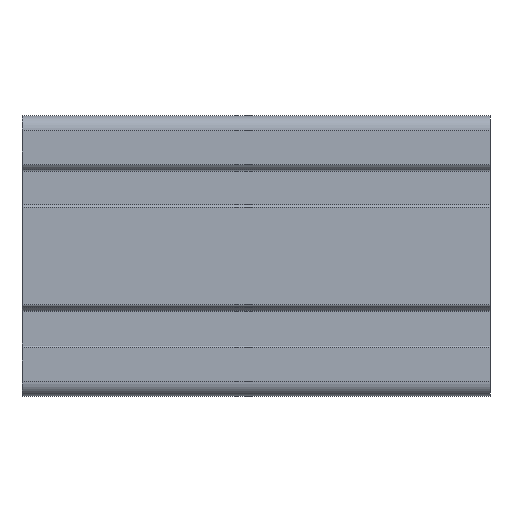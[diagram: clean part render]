
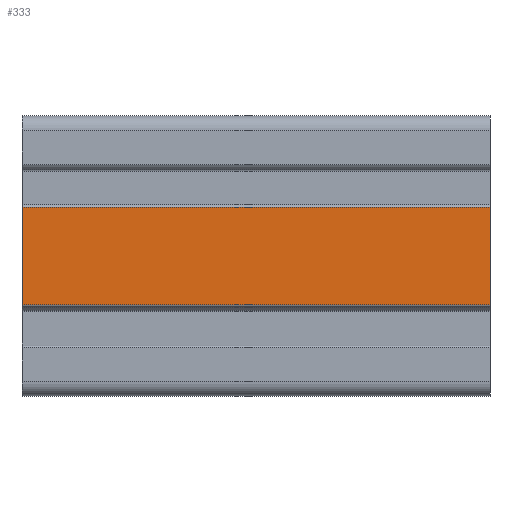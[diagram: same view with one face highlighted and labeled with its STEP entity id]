
A CAD part, left-side view. The second image highlights one B-rep face of the part: STEP entity #333.
In plain terms, the highlighted planar face has unit normal (-1, 0, 0).
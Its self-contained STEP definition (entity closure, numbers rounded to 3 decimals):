
#333 = ADVANCED_FACE( '', ( #677 ), #678, .T. );
#677 = FACE_OUTER_BOUND( '', #1020, .T. );
#678 = PLANE( '', #1021 );
#1020 = EDGE_LOOP( '', ( #2048, #2049, #2050, #2051 ) );
#1021 = AXIS2_PLACEMENT_3D( '', #2052, #2053, #2054 );
#2048 = ORIENTED_EDGE( '', *, *, #2512, .F. );
#2049 = ORIENTED_EDGE( '', *, *, #2314, .F. );
#2050 = ORIENTED_EDGE( '', *, *, #2263, .T. );
#2051 = ORIENTED_EDGE( '', *, *, #2458, .T. );
#2052 = CARTESIAN_POINT( '', ( -15., 100., 10.4 ) );
#2053 = DIRECTION( '', ( -1., 0., 0. ) );
#2054 = DIRECTION( '', ( 0., 0., 1. ) );
#2263 = EDGE_CURVE( '', #2811, #2809, #2812, .T. );
#2314 = EDGE_CURVE( '', #2811, #2888, #2891, .T. );
#2458 = EDGE_CURVE( '', #2809, #3086, #3088, .T. );
#2512 = EDGE_CURVE( '', #2888, #3086, #3152, .T. );
#2809 = VERTEX_POINT( '', #3521 );
#2811 = VERTEX_POINT( '', #3523 );
#2812 = LINE( '', #3524, #3525 );
#2888 = VERTEX_POINT( '', #3628 );
#2891 = LINE( '', #3632, #3633 );
#3086 = VERTEX_POINT( '', #3904 );
#3088 = LINE( '', #3906, #3907 );
#3152 = LINE( '', #3992, #3993 );
#3521 = CARTESIAN_POINT( '', ( -15., 100., -10.4 ) );
#3523 = CARTESIAN_POINT( '', ( -15., 100., 10.4 ) );
#3524 = CARTESIAN_POINT( '', ( -15., 100., 10.4 ) );
#3525 = VECTOR( '', #4284, 1000. );
#3628 = CARTESIAN_POINT( '', ( -15., 0., 10.4 ) );
#3632 = CARTESIAN_POINT( '', ( -15., 100., 10.4 ) );
#3633 = VECTOR( '', #4349, 1000. );
#3904 = CARTESIAN_POINT( '', ( -15., 0., -10.4 ) );
#3906 = CARTESIAN_POINT( '', ( -15., 100., -10.4 ) );
#3907 = VECTOR( '', #4489, 1000. );
#3992 = CARTESIAN_POINT( '', ( -15., 0., 10.4 ) );
#3993 = VECTOR( '', #4544, 1000. );
#4284 = DIRECTION( '', ( 0., 0., -1. ) );
#4349 = DIRECTION( '', ( 0., -1., 0. ) );
#4489 = DIRECTION( '', ( 0., -1., 0. ) );
#4544 = DIRECTION( '', ( 0., 0., -1. ) );
